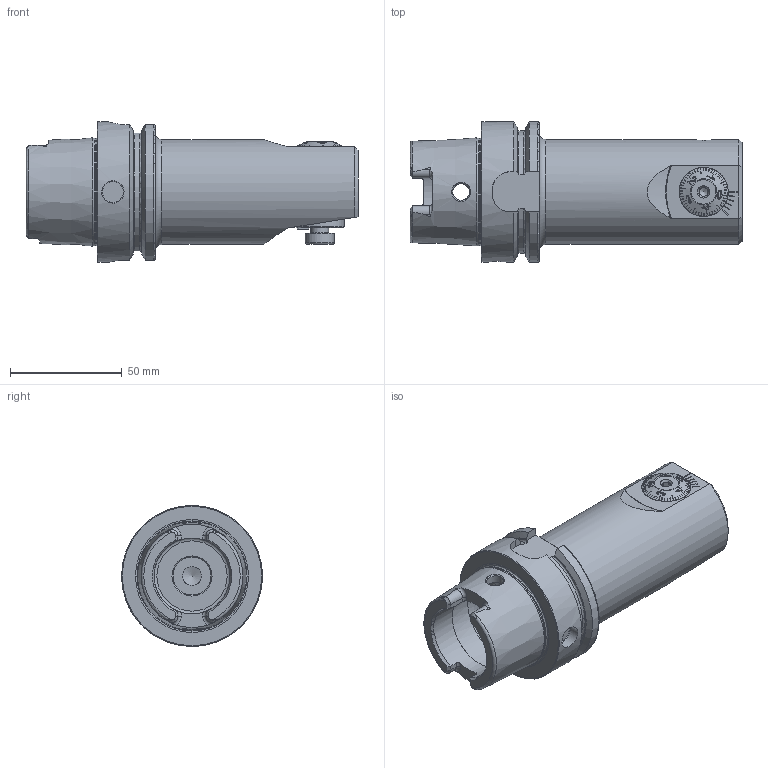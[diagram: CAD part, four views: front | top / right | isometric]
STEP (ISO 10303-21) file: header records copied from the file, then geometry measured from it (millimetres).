
FILE_DESCRIPTION (( 'STEP AP214' ), '1' );
FILE_NAME ('HA6.F42.AA4.120.STEP', '2020-08-12T10:04:15', ( '' ), ( '' ), 'SwSTEP 2.0', 'SolidWorks 2017', '' );
FILE_SCHEMA (( 'AUTOMOTIVE_DESIGN' ));
Length unit declared in the file: millimetre
Products named in the file (15): HA6.F42.AA4.120; DIN 7984 - M8 x 12; ISO 4026 - M8 x 8_f〉.step; A42-BG1.012.006_B; A42-BG3.011.030_D; DIN 3771 - 19x1.5; F42-BG2.014.014_A; A42-BG2.012.005_A; A42-BG2.013.005_B; Klebstoff D8; F42-BG1.AA4.022; A42-BG2.011.014_C; F42-BG1.DA3.022_A; WCA-ER2.001.007_A; HA6-F42.AA3.120_A_bohrungen gef〕lt
Assembly tree (14 placements, depth 3):
  HA6.F42.AA4.120
    HA6-F42.AA3.120_A_bohrungen gef〕lt
    F42-BG1.AA4.022
      F42-BG1.DA3.022_A
      A42-BG2.011.014_C
      A42-BG2.012.005_A
      A42-BG2.013.005_B
      F42-BG2.014.014_A
      A42-BG1.012.006_B
      DIN 3771 - 19x1.5
    WCA-ER2.001.007_A
    Klebstoff D8
    A42-BG3.011.030_D
    DIN 7984 - M8 x 12
    ISO 4026 - M8 x 8_f〉.step
Bounding box: 148.65 x 63 x 63 mm (x, y, z)
Volume: 222981.4 mm3; surface area: 49957.2 mm2
Topology: 13 solids, 13 shells, 660 faces, 1757 edges, 1142 vertices
Faces by surface type: plane 346, cone 122, cylinder 104, bspline 45, torus 42, sphere 1
Full cylindrical faces by diameter (mm): 2.1 x3, 2.5 x1, 3 x2, 3.2 x1, 3.3 x2, 3.9 x1, 4 x1, 4.15 x1, 4.2 x2, 6 x2, 6.8 x2, 7.5 x2, 7.95 x1, 8 x6, 8.5 x3, 8.6 x1, 9 x1, 9.4 x1, 9.8 x1, 10 x1, 10.4 x1, 10.95 x1, 11 x4, 13 x2, 13.3 x1, 17 x1, 18 x2, 18.45 x1, 19 x1, 21.9 x1
Entity records: 27769 total; most frequent: CARTESIAN_POINT 9305, ORIENTED_EDGE 3138, DIRECTION 2619, EDGE_CURVE 1569, VERTEX_POINT 1090, AXIS2_PLACEMENT_3D 1025, EDGE_LOOP 843, FACE_OUTER_BOUND 748
